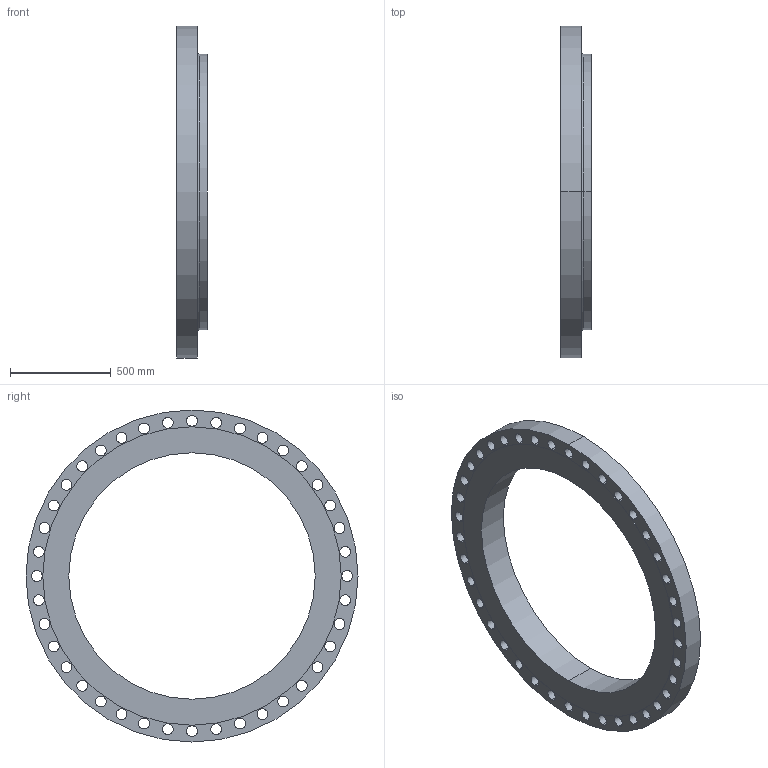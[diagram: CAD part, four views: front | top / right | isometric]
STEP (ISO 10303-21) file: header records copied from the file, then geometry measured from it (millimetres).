
FILE_DESCRIPTION (( 'STEP AP203' ), '1' );
FILE_NAME ('48_CL250_B161_RF_SOF.STEP', '2024-01-12T04:55:43', ( '' ), ( '' ), 'SwSTEP 2.0', 'SolidWorks 2023', '' );
FILE_SCHEMA (( 'CONFIG_CONTROL_DESIGN' ));
Length unit declared in the file: inch
Products named in the file (1): 48_CL250_B161_RF_SOF
Bounding box: 153.99 x 1651 x 1651 mm (x, y, z)
Volume: 104516302.3 mm3; surface area: 3751198.3 mm2
Topology: 1 solids, 1 shells, 94 faces, 268 edges, 178 vertices
Faces by surface type: cylinder 88, plane 4, torus 2
Entity records: 3419 total; most frequent: DIRECTION 638, CARTESIAN_POINT 541, ORIENTED_EDGE 536, AXIS2_PLACEMENT_3D 275, EDGE_CURVE 268, CIRCLE 180, EDGE_LOOP 178, VERTEX_POINT 178
